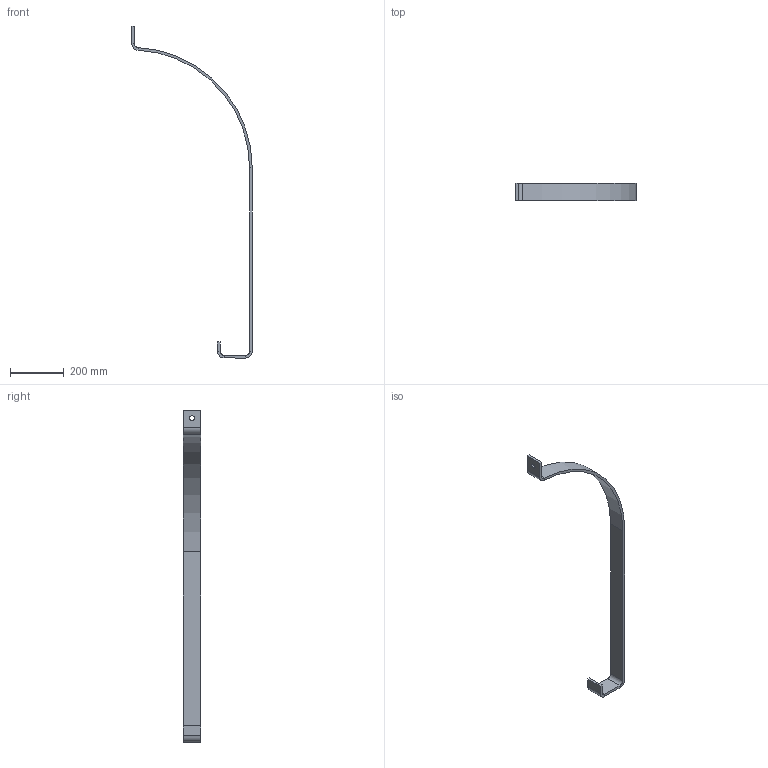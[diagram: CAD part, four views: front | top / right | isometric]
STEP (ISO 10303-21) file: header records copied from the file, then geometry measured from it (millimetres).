
FILE_DESCRIPTION (( 'STEP AP203' ), '1' );
FILE_NAME ('3467-MU103-20-25_REV_.step', '2026-01-04T05:09:02', ( '' ), ( '' ), 'SwSTEP 2.0', 'SolidWorks 2025', '' );
FILE_SCHEMA (( 'CONFIG_CONTROL_DESIGN' ));
Length unit declared in the file: millimetre
Products named in the file (1): 3467-MU103-20-25_REV_
Bounding box: 450 x 65 x 1240 mm (x, y, z)
Volume: 1059637.9 mm3; surface area: 246455.6 mm2
Topology: 1 solids, 1 shells, 36 faces, 74 edges, 40 vertices
Faces by surface type: plane 26, cylinder 10
Entity records: 995 total; most frequent: DIRECTION 168, CARTESIAN_POINT 151, ORIENTED_EDGE 148, EDGE_CURVE 74, AXIS2_PLACEMENT_3D 57, VECTOR 54, LINE 54, VERTEX_POINT 40
